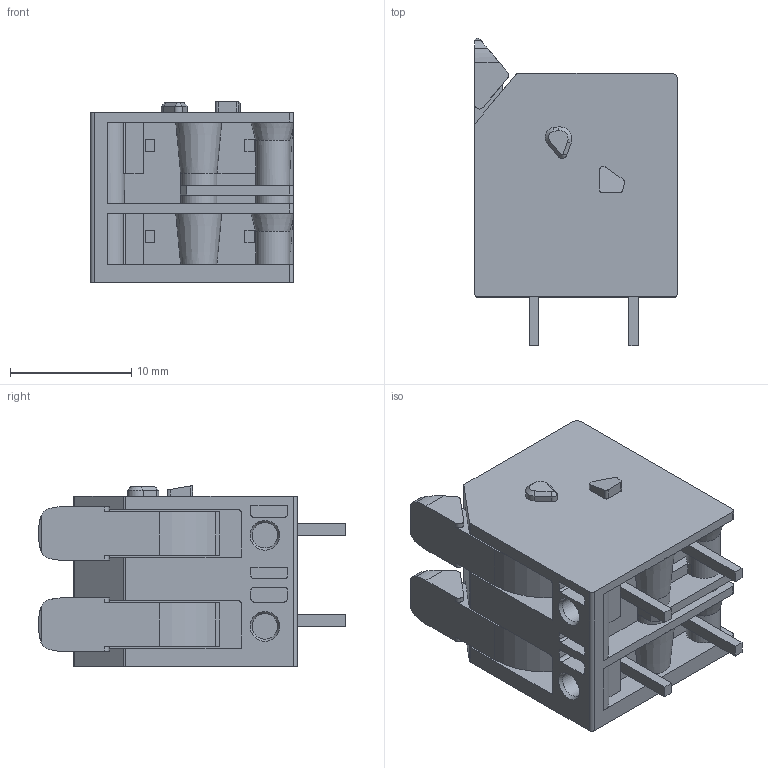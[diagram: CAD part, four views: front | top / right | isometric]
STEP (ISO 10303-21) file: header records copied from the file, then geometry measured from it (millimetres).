
FILE_DESCRIPTION( ( 'STEP AP214' ), '1' );
FILE_NAME( '2604-3302.stp', '2019-05-07T10:57:27', ( '' ), ( '' ), ' ', 'PARTsolutions', ' ' );
FILE_SCHEMA( ( 'AUTOMOTIVE_DESIGN { 1 0 10303 214 1 1 1 1 }' ) );
Length unit declared in the file: millimetre
Products named in the file (1): _2604-3302
Bounding box: 16.7 x 25.3 x 14.9 mm (x, y, z)
Volume: 3622.5 mm3; surface area: 2527.8 mm2
Topology: 1 solids, 1 shells, 288 faces, 757 edges, 486 vertices
Faces by surface type: plane 171, cylinder 88, cone 29
Full cylindrical faces by diameter (mm): 2.1 x2
Entity records: 11230 total; most frequent: CARTESIAN_POINT 1688, DIRECTION 1514, ORIENTED_EDGE 1506, EDGE_CURVE 753, LINE 518, VECTOR 518, AXIS2_PLACEMENT_3D 498, VERTEX_POINT 486
